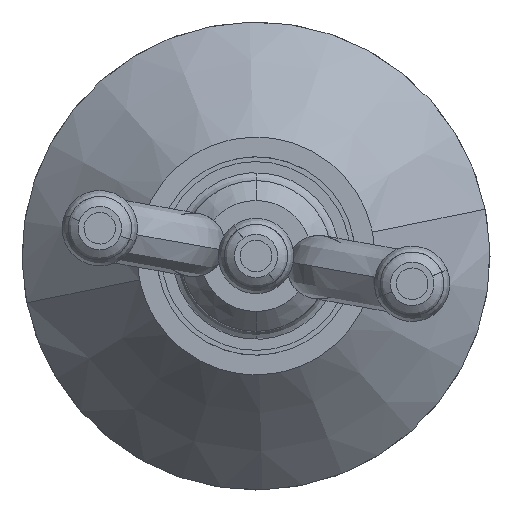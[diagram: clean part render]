
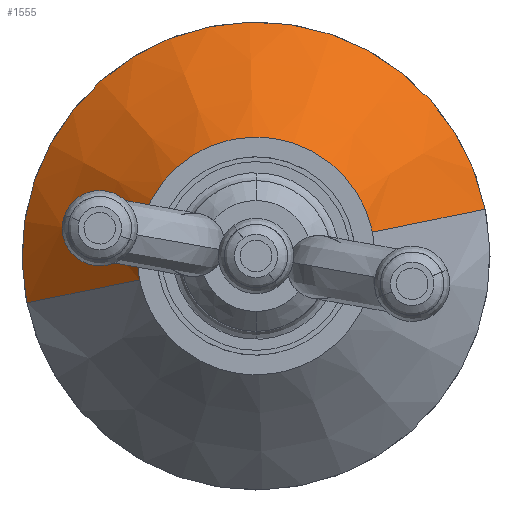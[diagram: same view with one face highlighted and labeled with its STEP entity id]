
A CAD part, left-side view. The second image highlights one B-rep face of the part: STEP entity #1555.
In plain terms, the highlighted conical face has half-angle 44.029 degrees and reference radius 3 mm.
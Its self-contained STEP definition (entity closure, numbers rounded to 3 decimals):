
#38 = CARTESIAN_POINT ( 'NONE',  ( 5., 0., 3. ) ) ;
#54 = DIRECTION ( 'NONE',  ( 0., 0., 1. ) ) ;
#71 = CONICAL_SURFACE ( 'NONE', #301, 3., 0.768 ) ;
#92 = EDGE_CURVE ( 'NONE', #1001, #3728, #486, .T. ) ;
#294 = CARTESIAN_POINT ( 'NONE',  ( 5., 0., 0. ) ) ;
#301 = AXIS2_PLACEMENT_3D ( 'NONE', #939, #2162, #1002 ) ;
#486 = LINE ( 'NONE', #570, #3572 ) ;
#501 = EDGE_LOOP ( 'NONE', ( #2479, #3001, #3071, #2669 ) ) ;
#570 = CARTESIAN_POINT ( 'NONE',  ( 5., 0., 3. ) ) ;
#718 = CIRCLE ( 'NONE', #3196, 5.9 ) ;
#939 = CARTESIAN_POINT ( 'NONE',  ( 5., 0., 0. ) ) ;
#980 = EDGE_CURVE ( 'NONE', #2759, #2543, #3660, .T. ) ;
#1001 = VERTEX_POINT ( 'NONE', #38 ) ;
#1002 = DIRECTION ( 'NONE',  ( 0., 0., 1. ) ) ;
#1153 = CARTESIAN_POINT ( 'NONE',  ( 2., 0., -5.9 ) ) ;
#1435 = FACE_OUTER_BOUND ( 'NONE', #501, .T. ) ;
#1459 = EDGE_CURVE ( 'NONE', #1001, #2759, #3519, .T. ) ;
#1492 = CARTESIAN_POINT ( 'NONE',  ( 2., 0., 5.9 ) ) ;
#1555 = ADVANCED_FACE ( 'NONE', ( #1435 ), #71, .T. ) ;
#1582 = CARTESIAN_POINT ( 'NONE',  ( 5., 0., -3. ) ) ;
#1902 = DIRECTION ( 'NONE',  ( -1., 0., 0. ) ) ;
#1954 = AXIS2_PLACEMENT_3D ( 'NONE', #294, #2952, #3004 ) ;
#2162 = DIRECTION ( 'NONE',  ( -1., 0., 0. ) ) ;
#2399 = EDGE_CURVE ( 'NONE', #3728, #2543, #718, .T. ) ;
#2479 = ORIENTED_EDGE ( 'NONE', *, *, #1459, .T. ) ;
#2543 = VERTEX_POINT ( 'NONE', #1153 ) ;
#2667 = DIRECTION ( 'NONE',  ( -0.719, 0., 0.695 ) ) ;
#2669 = ORIENTED_EDGE ( 'NONE', *, *, #92, .F. ) ;
#2758 = DIRECTION ( 'NONE',  ( -0.719, 0., -0.695 ) ) ;
#2759 = VERTEX_POINT ( 'NONE', #3213 ) ;
#2769 = CARTESIAN_POINT ( 'NONE',  ( 2., 0., 0. ) ) ;
#2952 = DIRECTION ( 'NONE',  ( -1., 0., 0. ) ) ;
#3001 = ORIENTED_EDGE ( 'NONE', *, *, #980, .T. ) ;
#3004 = DIRECTION ( 'NONE',  ( 0., 0., 1. ) ) ;
#3071 = ORIENTED_EDGE ( 'NONE', *, *, #2399, .F. ) ;
#3196 = AXIS2_PLACEMENT_3D ( 'NONE', #2769, #1902, #54 ) ;
#3213 = CARTESIAN_POINT ( 'NONE',  ( 5., 0., -3. ) ) ;
#3519 = CIRCLE ( 'NONE', #1954, 3. ) ;
#3572 = VECTOR ( 'NONE', #2667, 1000. ) ;
#3660 = LINE ( 'NONE', #1582, #3794 ) ;
#3728 = VERTEX_POINT ( 'NONE', #1492 ) ;
#3794 = VECTOR ( 'NONE', #2758, 1000. ) ;
